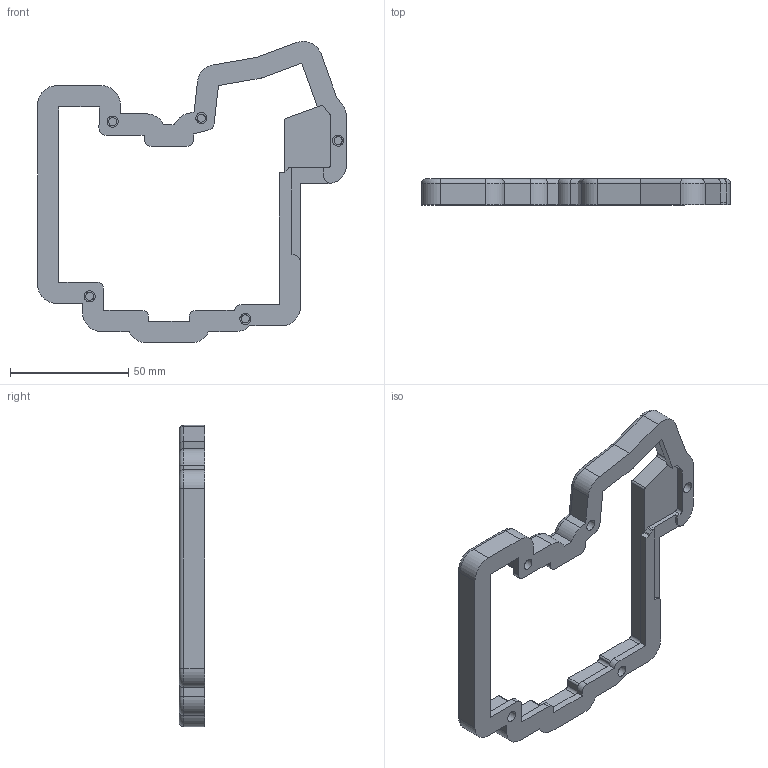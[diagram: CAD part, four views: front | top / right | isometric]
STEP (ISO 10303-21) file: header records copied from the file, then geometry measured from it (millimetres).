
FILE_DESCRIPTION(/* description */ (''),/* implementation_level */ '2;1');
FILE_NAME(/* name */ 'topLeft.step',/* time_stamp */ '2025-12-04T23:05:16-05:00',/* author */ (''),/* organization */ (''),/* preprocessor_version */ 'ST-DEVELOPER v20.1',/* originating_system */ 'Autodesk Translation Framework v14.21.0.0',/* authorisation */ '');
FILE_SCHEMA (('AUTOMOTIVE_DESIGN { 1 0 10303 214 3 1 1 }'));
Length unit declared in the file: millimetre
Products named in the file (2): topLeft; Top(Mirror)
Assembly tree (1 placements, depth 2):
  topLeft
    Top(Mirror)
Bounding box: 130.8 x 10.99 x 127.61 mm (x, y, z)
Volume: 41111.8 mm3; surface area: 19362.5 mm2
Topology: 1 solids, 1 shells, 330 faces, 854 edges, 542 vertices
Faces by surface type: plane 123, cylinder 107, bspline 77, torus 23
Full cylindrical faces by diameter (mm): 3.4 x5, 4.7 x5
Entity records: 10859 total; most frequent: CARTESIAN_POINT 3059, ORIENTED_EDGE 1706, DIRECTION 1469, EDGE_CURVE 853, VERTEX_POINT 542, AXIS2_PLACEMENT_3D 494, LINE 481, VECTOR 481
